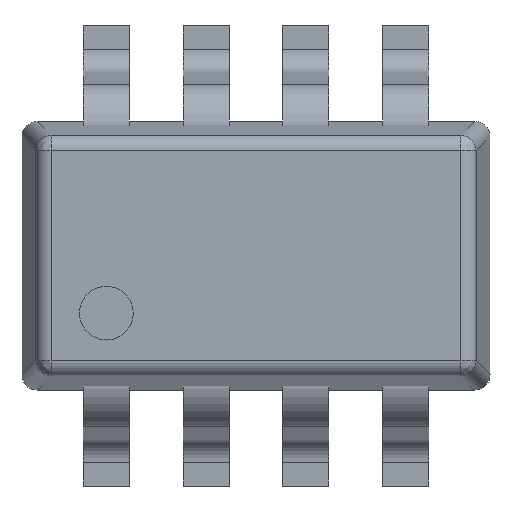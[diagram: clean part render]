
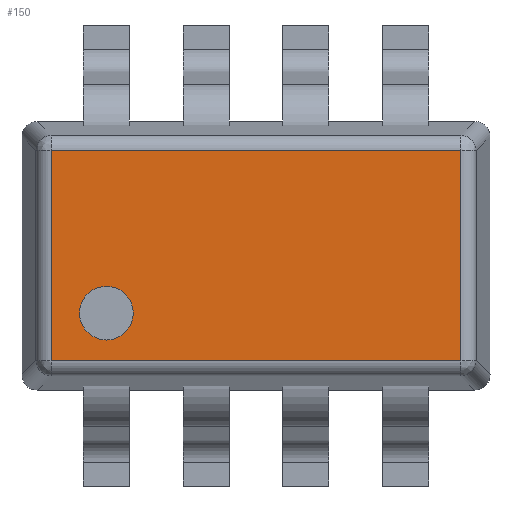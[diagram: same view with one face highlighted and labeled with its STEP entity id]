
A CAD part, top view. The second image highlights one B-rep face of the part: STEP entity #150.
In plain terms, the highlighted planar face has unit normal (0, 0, 1).
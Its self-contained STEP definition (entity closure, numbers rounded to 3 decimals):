
#150=ADVANCED_FACE('',(#1519,#1521),#1523,.T.);
#1519=FACE_BOUND('',#1520,.T.);
#1520=EDGE_LOOP('',(#2712,#2713,#2714,#2715));
#1521=FACE_BOUND('',#1522,.T.);
#1522=EDGE_LOOP('',(#2716));
#1523=PLANE('',#1524);
#1524=AXIS2_PLACEMENT_3D('',#1525,#1526,#1527);
#1525=CARTESIAN_POINT('',(0.,0.,1.45));
#1526=DIRECTION('',(0.,0.,1.));
#1527=DIRECTION('',(1.,0.,0.));
#2712=ORIENTED_EDGE('',*,*,#3450,.T.);
#2713=ORIENTED_EDGE('',*,*,#3451,.T.);
#2714=ORIENTED_EDGE('',*,*,#3452,.T.);
#2715=ORIENTED_EDGE('',*,*,#3453,.T.);
#2716=ORIENTED_EDGE('',*,*,#3449,.F.);
#3449=EDGE_CURVE('',#3834,#3834,#3835,.T.);
#3450=EDGE_CURVE('',#3836,#3837,#3838,.T.);
#3451=EDGE_CURVE('',#3837,#3839,#3840,.T.);
#3452=EDGE_CURVE('',#3839,#3841,#3842,.T.);
#3453=EDGE_CURVE('',#3841,#3836,#3843,.T.);
#3834=VERTEX_POINT('',#4508);
#3835=CIRCLE('',#4509,0.175);
#3836=VERTEX_POINT('',#4513);
#3837=VERTEX_POINT('',#4514);
#3838=LINE('',#4515,#4516);
#3839=VERTEX_POINT('',#4518);
#3840=LINE('',#4519,#4520);
#3841=VERTEX_POINT('',#4522);
#3842=LINE('',#4523,#4524);
#3843=LINE('',#4526,#4527);
#4508=CARTESIAN_POINT('',(-0.8,-0.375,1.45));
#4509=AXIS2_PLACEMENT_3D('',#4510,#4511,#4512);
#4510=CARTESIAN_POINT('',(-0.975,-0.375,1.45));
#4511=DIRECTION('',(0.,0.,1.));
#4512=DIRECTION('',(1.,0.,0.));
#4513=CARTESIAN_POINT('',(1.335,0.685,1.45));
#4514=CARTESIAN_POINT('',(-1.335,0.685,1.45));
#4515=CARTESIAN_POINT('',(1.335,0.685,1.45));
#4516=VECTOR('',#4517,1.);
#4517=DIRECTION('',(-1.,0.,0.));
#4518=CARTESIAN_POINT('',(-1.335,-0.685,1.45));
#4519=CARTESIAN_POINT('',(-1.335,0.685,1.45));
#4520=VECTOR('',#4521,1.);
#4521=DIRECTION('',(0.,-1.,0.));
#4522=CARTESIAN_POINT('',(1.335,-0.685,1.45));
#4523=CARTESIAN_POINT('',(-1.335,-0.685,1.45));
#4524=VECTOR('',#4525,1.);
#4525=DIRECTION('',(1.,0.,0.));
#4526=CARTESIAN_POINT('',(1.335,-0.685,1.45));
#4527=VECTOR('',#4528,1.);
#4528=DIRECTION('',(0.,1.,0.));
